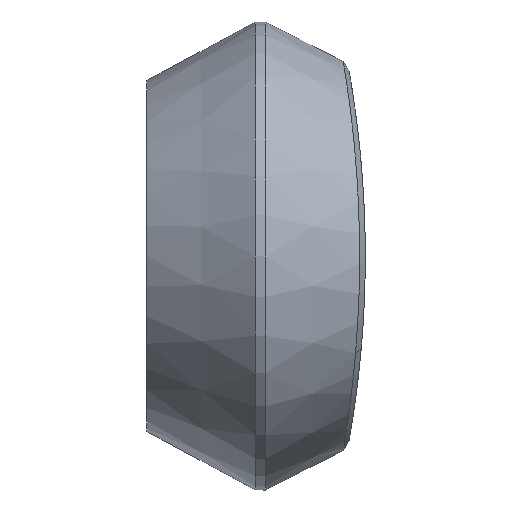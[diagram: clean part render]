
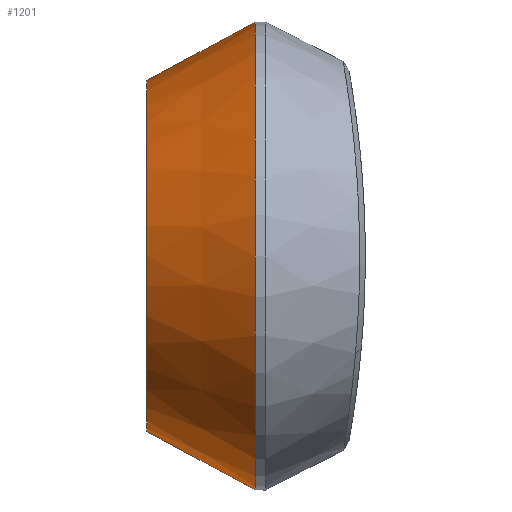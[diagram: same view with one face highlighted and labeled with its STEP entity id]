
A CAD part, left-side view. The second image highlights one B-rep face of the part: STEP entity #1201.
In plain terms, the highlighted conical face has half-angle 28.363 degrees and reference radius 33.018 mm.
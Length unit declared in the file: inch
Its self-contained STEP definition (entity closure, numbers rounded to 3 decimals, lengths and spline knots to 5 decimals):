
#16 = ORIENTED_EDGE ( 'NONE', *, *, #236, .T. ) ;
#34 = DIRECTION ( 'NONE',  ( 0., -1., 0. ) ) ;
#98 = LINE ( 'NONE', #1312, #586 ) ;
#115 = VERTEX_POINT ( 'NONE', #879 ) ;
#236 = EDGE_CURVE ( 'NONE', #307, #115, #668, .T. ) ;
#292 = DIRECTION ( 'NONE',  ( 0., -1., 0. ) ) ;
#307 = VERTEX_POINT ( 'NONE', #810 ) ;
#355 = ORIENTED_EDGE ( 'NONE', *, *, #1029, .F. ) ;
#389 = CARTESIAN_POINT ( 'NONE',  ( 0., 8.5, 0. ) ) ;
#397 = DIRECTION ( 'NONE',  ( 0., -1., 0. ) ) ;
#418 = EDGE_CURVE ( 'NONE', #818, #1016, #751, .T. ) ;
#457 = AXIS2_PLACEMENT_3D ( 'NONE', #389, #292, #1204 ) ;
#494 = DIRECTION ( 'NONE',  ( 0., 0., -1. ) ) ;
#499 = CARTESIAN_POINT ( 'NONE',  ( 0., 8.5, 0. ) ) ;
#515 = EDGE_CURVE ( 'NONE', #115, #1016, #98, .T. ) ;
#526 = DIRECTION ( 'NONE',  ( 0., -0.88, -0.475 ) ) ;
#567 = CARTESIAN_POINT ( 'NONE',  ( 0., 7.69527, -1.73437 ) ) ;
#586 = VECTOR ( 'NONE', #526, 39.37008 ) ;
#628 = AXIS2_PLACEMENT_3D ( 'NONE', #499, #397, #494 ) ;
#668 = CIRCLE ( 'NONE', #457, 1.29993 ) ;
#704 = FACE_OUTER_BOUND ( 'NONE', #1135, .T. ) ;
#751 = CIRCLE ( 'NONE', #988, 1.73437 ) ;
#809 = DIRECTION ( 'NONE',  ( 0., 0., -1. ) ) ;
#810 = CARTESIAN_POINT ( 'NONE',  ( 0., 8.5, 1.29993 ) ) ;
#818 = VERTEX_POINT ( 'NONE', #1317 ) ;
#863 = ORIENTED_EDGE ( 'NONE', *, *, #515, .T. ) ;
#879 = CARTESIAN_POINT ( 'NONE',  ( 0., 8.5, -1.29993 ) ) ;
#948 = ORIENTED_EDGE ( 'NONE', *, *, #418, .F. ) ;
#988 = AXIS2_PLACEMENT_3D ( 'NONE', #1047, #34, #809 ) ;
#1016 = VERTEX_POINT ( 'NONE', #567 ) ;
#1029 = EDGE_CURVE ( 'NONE', #307, #818, #1278, .T. ) ;
#1047 = CARTESIAN_POINT ( 'NONE',  ( 0., 7.69527, 0. ) ) ;
#1064 = DIRECTION ( 'NONE',  ( 0., -0.88, 0.475 ) ) ;
#1095 = CARTESIAN_POINT ( 'NONE',  ( 0., 8.5, 1.29993 ) ) ;
#1096 = VECTOR ( 'NONE', #1064, 39.37008 ) ;
#1135 = EDGE_LOOP ( 'NONE', ( #355, #16, #863, #948 ) ) ;
#1199 = CONICAL_SURFACE ( 'NONE', #628, 1.29993, 0.495 ) ;
#1201 = ADVANCED_FACE ( 'NONE', ( #704 ), #1199, .T. ) ;
#1204 = DIRECTION ( 'NONE',  ( 0., 0., -1. ) ) ;
#1278 = LINE ( 'NONE', #1095, #1096 ) ;
#1312 = CARTESIAN_POINT ( 'NONE',  ( 0., 8.5, -1.29993 ) ) ;
#1317 = CARTESIAN_POINT ( 'NONE',  ( 0., 7.69527, 1.73437 ) ) ;
